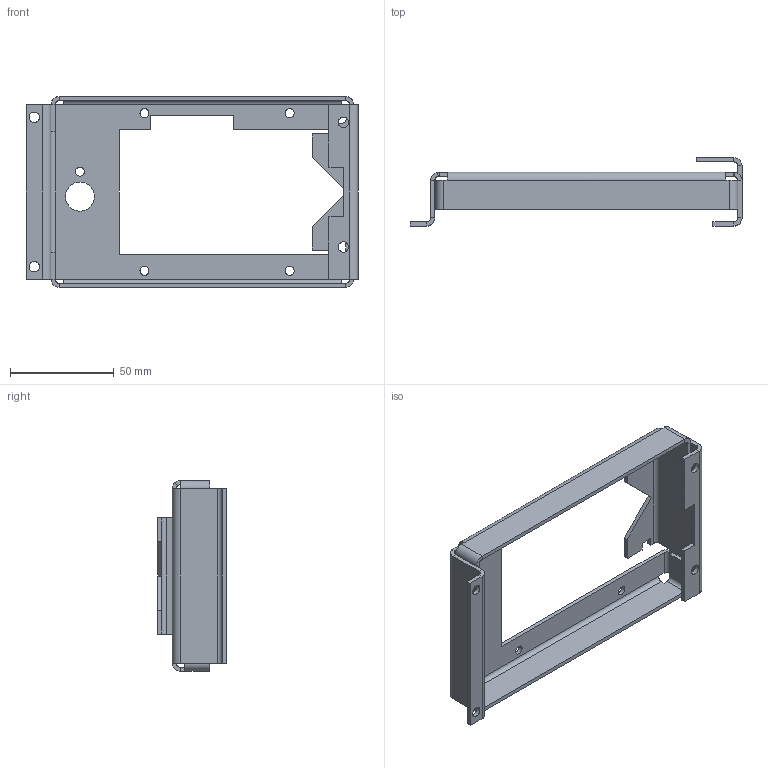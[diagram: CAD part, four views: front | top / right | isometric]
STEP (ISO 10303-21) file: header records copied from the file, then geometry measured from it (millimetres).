
FILE_DESCRIPTION(('produced by SPATIAL CORP'),'2;1');
FILE_NAME( 'part_18.prt.hh.sat.stp','2002-04-19T13:19:27+00:00',('SPATIAL CORP'),('SPATIAL CORP'), 'ACIS STEP Husk','http://www.spatial.com','SPATIAL CORP');
FILE_SCHEMA(('CONFIG_CONTROL_DESIGN'));
Length unit declared in the file: millimetre
Products named in the file (1): PRODUCT_ID_1
Bounding box: 160 x 33 x 92 mm (x, y, z)
Volume: 35464.9 mm3; surface area: 38429.7 mm2
Topology: 1 solids, 1 shells, 158 faces, 382 edges, 224 vertices
Faces by surface type: plane 112, cylinder 46
Entity records: 4349 total; most frequent: ORIENTED_EDGE 764, CARTESIAN_POINT 708, DIRECTION 692, EDGE_CURVE 382, VECTOR 276, LINE 276, VERTEX_POINT 224, AXIS2_PLACEMENT_3D 208
